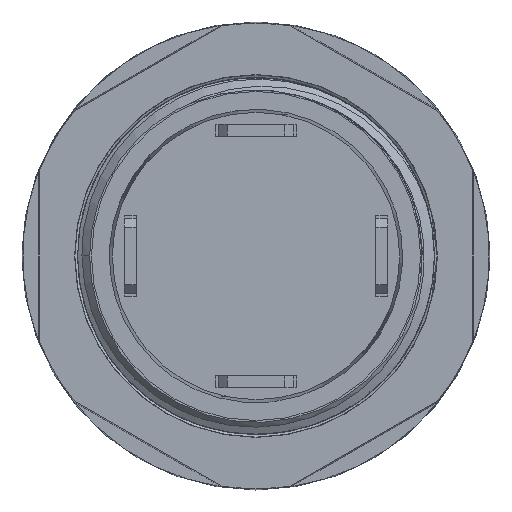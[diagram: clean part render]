
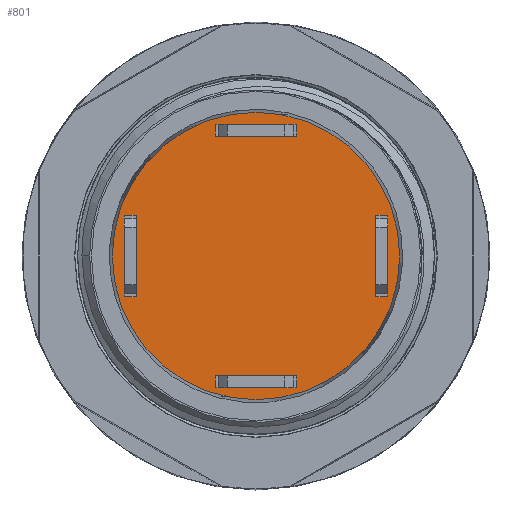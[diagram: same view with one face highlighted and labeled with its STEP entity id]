
A CAD part, left-side view. The second image highlights one B-rep face of the part: STEP entity #801.
In plain terms, the highlighted planar face has unit normal (-1, 0, 0).
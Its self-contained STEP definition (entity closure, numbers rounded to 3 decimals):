
#801=ADVANCED_FACE('',(#2269,#2270,#2271,#2272,#2273),#2274,.T.);
#2269=FACE_OUTER_BOUND('',#6700,.T.);
#2270=FACE_BOUND('',#6701,.T.);
#2271=FACE_BOUND('',#6702,.T.);
#2272=FACE_BOUND('',#6703,.T.);
#2273=FACE_BOUND('',#6704,.T.);
#2274=PLANE('',#6705);
#6700=EDGE_LOOP('',(#12874,#12875));
#6701=EDGE_LOOP('',(#12876,#12877,#12878,#12879));
#6702=EDGE_LOOP('',(#12880,#12881,#12882,#12883));
#6703=EDGE_LOOP('',(#12884,#12885,#12886,#12887));
#6704=EDGE_LOOP('',(#12888,#12889,#12890,#12891));
#6705=AXIS2_PLACEMENT_3D('',#12892,#12893,#12894);
#12874=ORIENTED_EDGE('',*,*,#15328,.T.);
#12875=ORIENTED_EDGE('',*,*,#15326,.T.);
#12876=ORIENTED_EDGE('',*,*,#15329,.F.);
#12877=ORIENTED_EDGE('',*,*,#15330,.F.);
#12878=ORIENTED_EDGE('',*,*,#15331,.F.);
#12879=ORIENTED_EDGE('',*,*,#15332,.F.);
#12880=ORIENTED_EDGE('',*,*,#15333,.F.);
#12881=ORIENTED_EDGE('',*,*,#15334,.F.);
#12882=ORIENTED_EDGE('',*,*,#15335,.F.);
#12883=ORIENTED_EDGE('',*,*,#15336,.F.);
#12884=ORIENTED_EDGE('',*,*,#15337,.F.);
#12885=ORIENTED_EDGE('',*,*,#15338,.F.);
#12886=ORIENTED_EDGE('',*,*,#15339,.F.);
#12887=ORIENTED_EDGE('',*,*,#15340,.F.);
#12888=ORIENTED_EDGE('',*,*,#15341,.F.);
#12889=ORIENTED_EDGE('',*,*,#15342,.F.);
#12890=ORIENTED_EDGE('',*,*,#15343,.F.);
#12891=ORIENTED_EDGE('',*,*,#15344,.F.);
#12892=CARTESIAN_POINT('',(-58.0,0.,0.));
#12893=DIRECTION('',(-1.0,0.0,0.0));
#12894=DIRECTION('',(0.0,0.0,1.0));
#15326=EDGE_CURVE('',#18803,#18801,#18804,.T.);
#15328=EDGE_CURVE('',#18801,#18803,#18806,.T.);
#15329=EDGE_CURVE('',#18807,#18808,#18809,.T.);
#15330=EDGE_CURVE('',#18810,#18807,#18811,.T.);
#15331=EDGE_CURVE('',#18812,#18810,#18813,.T.);
#15332=EDGE_CURVE('',#18808,#18812,#18814,.T.);
#15333=EDGE_CURVE('',#18815,#18816,#18817,.T.);
#15334=EDGE_CURVE('',#18818,#18815,#18819,.T.);
#15335=EDGE_CURVE('',#18820,#18818,#18821,.T.);
#15336=EDGE_CURVE('',#18816,#18820,#18822,.T.);
#15337=EDGE_CURVE('',#18823,#18824,#18825,.T.);
#15338=EDGE_CURVE('',#18826,#18823,#18827,.T.);
#15339=EDGE_CURVE('',#18828,#18826,#18829,.T.);
#15340=EDGE_CURVE('',#18824,#18828,#18830,.T.);
#15341=EDGE_CURVE('',#18831,#18832,#18833,.T.);
#15342=EDGE_CURVE('',#18834,#18831,#18835,.T.);
#15343=EDGE_CURVE('',#18836,#18834,#18837,.T.);
#15344=EDGE_CURVE('',#18832,#18836,#18838,.T.);
#18801=VERTEX_POINT('',#28620);
#18803=VERTEX_POINT('',#28623);
#18804=CIRCLE('',#28624,12.0);
#18806=CIRCLE('',#28627,12.0);
#18807=VERTEX_POINT('',#28628);
#18808=VERTEX_POINT('',#28629);
#18809=LINE('',#28630,#28631);
#18810=VERTEX_POINT('',#28632);
#18811=LINE('',#28633,#28634);
#18812=VERTEX_POINT('',#28635);
#18813=LINE('',#28636,#28637);
#18814=LINE('',#28638,#28639);
#18815=VERTEX_POINT('',#28640);
#18816=VERTEX_POINT('',#28641);
#18817=LINE('',#28642,#28643);
#18818=VERTEX_POINT('',#28644);
#18819=LINE('',#28645,#28646);
#18820=VERTEX_POINT('',#28647);
#18821=LINE('',#28648,#28649);
#18822=LINE('',#28650,#28651);
#18823=VERTEX_POINT('',#28652);
#18824=VERTEX_POINT('',#28653);
#18825=LINE('',#28654,#28655);
#18826=VERTEX_POINT('',#28656);
#18827=LINE('',#28657,#28658);
#18828=VERTEX_POINT('',#28659);
#18829=LINE('',#28660,#28661);
#18830=LINE('',#28662,#28663);
#18831=VERTEX_POINT('',#28664);
#18832=VERTEX_POINT('',#28665);
#18833=LINE('',#28666,#28667);
#18834=VERTEX_POINT('',#28668);
#18835=LINE('',#28669,#28670);
#18836=VERTEX_POINT('',#28671);
#18837=LINE('',#28672,#28673);
#18838=LINE('',#28674,#28675);
#28620=CARTESIAN_POINT('',(-58.0,12.,0.));
#28623=CARTESIAN_POINT('',(-58.0,-12.,0.));
#28624=AXIS2_PLACEMENT_3D('',#31509,#31510,#31511);
#28627=AXIS2_PLACEMENT_3D('',#31513,#31514,#31515);
#28628=CARTESIAN_POINT('',(-58.0,-3.4,11.0));
#28629=CARTESIAN_POINT('',(-58.0,3.4,11.0));
#28630=CARTESIAN_POINT('',(-58.0,-3.4,11.0));
#28631=VECTOR('',#31516,6.8);
#28632=CARTESIAN_POINT('',(-58.0,-3.4,10.0));
#28633=CARTESIAN_POINT('',(-58.0,-3.4,10.0));
#28634=VECTOR('',#31517,1.0);
#28635=CARTESIAN_POINT('',(-58.0,3.4,10.0));
#28636=CARTESIAN_POINT('',(-58.0,3.4,10.0));
#28637=VECTOR('',#31518,6.8);
#28638=CARTESIAN_POINT('',(-58.0,3.4,11.0));
#28639=VECTOR('',#31519,1.0);
#28640=CARTESIAN_POINT('',(-58.0,3.4,-10.));
#28641=CARTESIAN_POINT('',(-58.0,3.4,-11.0));
#28642=CARTESIAN_POINT('',(-58.0,3.4,-10.));
#28643=VECTOR('',#31520,1.0);
#28644=CARTESIAN_POINT('',(-58.0,-3.4,-10.));
#28645=CARTESIAN_POINT('',(-58.0,-3.4,-10.));
#28646=VECTOR('',#31521,6.8);
#28647=CARTESIAN_POINT('',(-58.0,-3.4,-11.0));
#28648=CARTESIAN_POINT('',(-58.0,-3.4,-11.0));
#28649=VECTOR('',#31522,1.0);
#28650=CARTESIAN_POINT('',(-58.0,3.4,-11.0));
#28651=VECTOR('',#31523,6.8);
#28652=CARTESIAN_POINT('',(-58.0,10.,3.4));
#28653=CARTESIAN_POINT('',(-58.0,11.,3.4));
#28654=CARTESIAN_POINT('',(-58.0,10.,3.4));
#28655=VECTOR('',#31524,1.0);
#28656=CARTESIAN_POINT('',(-58.0,10.,-3.4));
#28657=CARTESIAN_POINT('',(-58.0,10.,-3.4));
#28658=VECTOR('',#31525,6.8);
#28659=CARTESIAN_POINT('',(-58.0,11.,-3.4));
#28660=CARTESIAN_POINT('',(-58.0,11.,-3.4));
#28661=VECTOR('',#31526,1.0);
#28662=CARTESIAN_POINT('',(-58.0,11.,3.4));
#28663=VECTOR('',#31527,6.8);
#28664=CARTESIAN_POINT('',(-58.0,-11.,-3.4));
#28665=CARTESIAN_POINT('',(-58.0,-11.,3.4));
#28666=CARTESIAN_POINT('',(-58.0,-11.,-3.4));
#28667=VECTOR('',#31528,6.8);
#28668=CARTESIAN_POINT('',(-58.0,-10.,-3.4));
#28669=CARTESIAN_POINT('',(-58.0,-10.,-3.4));
#28670=VECTOR('',#31529,1.0);
#28671=CARTESIAN_POINT('',(-58.0,-10.,3.4));
#28672=CARTESIAN_POINT('',(-58.0,-10.,3.4));
#28673=VECTOR('',#31530,6.8);
#28674=CARTESIAN_POINT('',(-58.0,-11.,3.4));
#28675=VECTOR('',#31531,1.0);
#31509=CARTESIAN_POINT('',(-58.0,0.,0.));
#31510=DIRECTION('',(-1.0,0.0,0.0));
#31511=DIRECTION('',(0.0,-1.0,0.0));
#31513=CARTESIAN_POINT('',(-58.0,0.,0.));
#31514=DIRECTION('',(-1.0,0.0,0.0));
#31515=DIRECTION('',(0.0,1.0,0.0));
#31516=DIRECTION('',(0.0,1.0,0.0));
#31517=DIRECTION('',(0.0,0.0,1.0));
#31518=DIRECTION('',(0.0,-1.0,0.0));
#31519=DIRECTION('',(0.0,0.0,-1.0));
#31520=DIRECTION('',(0.0,0.0,-1.0));
#31521=DIRECTION('',(0.0,1.0,0.0));
#31522=DIRECTION('',(0.0,0.0,1.0));
#31523=DIRECTION('',(0.0,-1.0,0.0));
#31524=DIRECTION('',(0.0,1.0,0.0));
#31525=DIRECTION('',(0.0,0.0,1.0));
#31526=DIRECTION('',(0.0,-1.0,0.0));
#31527=DIRECTION('',(0.0,0.0,-1.0));
#31528=DIRECTION('',(0.0,0.0,1.0));
#31529=DIRECTION('',(0.0,-1.0,0.0));
#31530=DIRECTION('',(0.0,0.0,-1.0));
#31531=DIRECTION('',(0.0,1.0,0.0));
